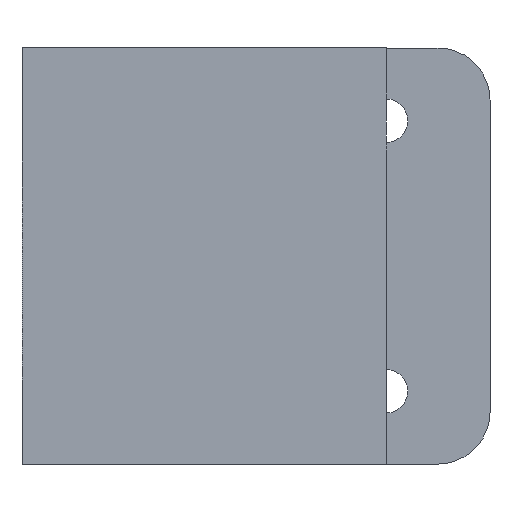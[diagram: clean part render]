
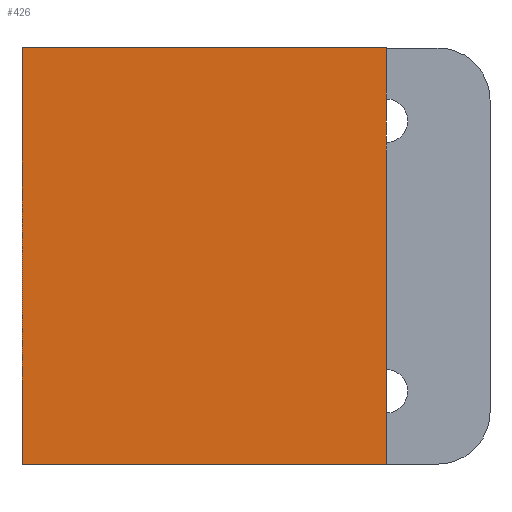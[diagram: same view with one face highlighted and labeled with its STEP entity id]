
A CAD part, front view. The second image highlights one B-rep face of the part: STEP entity #426.
In plain terms, the highlighted planar face has unit normal (0, -1, 0).
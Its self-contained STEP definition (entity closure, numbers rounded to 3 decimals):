
#25 = ORIENTED_EDGE ( 'NONE', *, *, #694, .T. ) ;
#40 = CARTESIAN_POINT ( 'NONE',  ( -25., -26.5, 0. ) ) ;
#50 = DIRECTION ( 'NONE',  ( 0., 0., 1. ) ) ;
#71 = CARTESIAN_POINT ( 'NONE',  ( 10., -26.5, 0. ) ) ;
#72 = AXIS2_PLACEMENT_3D ( 'NONE', #71, #551, #917 ) ;
#133 = CARTESIAN_POINT ( 'NONE',  ( 10., -26.5, 0. ) ) ;
#146 = DIRECTION ( 'NONE',  ( -1., 0., 0. ) ) ;
#188 = VECTOR ( 'NONE', #146, 1000. ) ;
#248 = VECTOR ( 'NONE', #1042, 1000. ) ;
#294 = VERTEX_POINT ( 'NONE', #772 ) ;
#409 = CARTESIAN_POINT ( 'NONE',  ( 10., -26.5, 0. ) ) ;
#426 = ADVANCED_FACE ( 'NONE', ( #1086 ), #1096, .T. ) ;
#443 = VECTOR ( 'NONE', #50, 1000. ) ;
#551 = DIRECTION ( 'NONE',  ( 0., -1., 0. ) ) ;
#590 = LINE ( 'NONE', #409, #443 ) ;
#601 = LINE ( 'NONE', #1065, #248 ) ;
#605 = EDGE_CURVE ( 'NONE', #1068, #1044, #676, .T. ) ;
#643 = EDGE_CURVE ( 'NONE', #294, #965, #601, .T. ) ;
#676 = LINE ( 'NONE', #133, #188 ) ;
#686 = ORIENTED_EDGE ( 'NONE', *, *, #605, .F. ) ;
#694 = EDGE_CURVE ( 'NONE', #1068, #294, #590, .T. ) ;
#728 = DIRECTION ( 'NONE',  ( 0., 0., 1. ) ) ;
#758 = CARTESIAN_POINT ( 'NONE',  ( -25., -26.5, 40. ) ) ;
#772 = CARTESIAN_POINT ( 'NONE',  ( 10., -26.5, 40. ) ) ;
#795 = CARTESIAN_POINT ( 'NONE',  ( 10., -26.5, 0. ) ) ;
#814 = EDGE_LOOP ( 'NONE', ( #1190, #901, #686, #25 ) ) ;
#901 = ORIENTED_EDGE ( 'NONE', *, *, #1168, .F. ) ;
#917 = DIRECTION ( 'NONE',  ( 1., 0., 0. ) ) ;
#919 = CARTESIAN_POINT ( 'NONE',  ( -25., -26.5, 0. ) ) ;
#941 = VECTOR ( 'NONE', #728, 1000. ) ;
#965 = VERTEX_POINT ( 'NONE', #758 ) ;
#1003 = LINE ( 'NONE', #919, #941 ) ;
#1042 = DIRECTION ( 'NONE',  ( -1., 0., 0. ) ) ;
#1044 = VERTEX_POINT ( 'NONE', #40 ) ;
#1065 = CARTESIAN_POINT ( 'NONE',  ( 10., -26.5, 40. ) ) ;
#1068 = VERTEX_POINT ( 'NONE', #795 ) ;
#1086 = FACE_OUTER_BOUND ( 'NONE', #814, .T. ) ;
#1096 = PLANE ( 'NONE',  #72 ) ;
#1168 = EDGE_CURVE ( 'NONE', #1044, #965, #1003, .T. ) ;
#1190 = ORIENTED_EDGE ( 'NONE', *, *, #643, .T. ) ;
